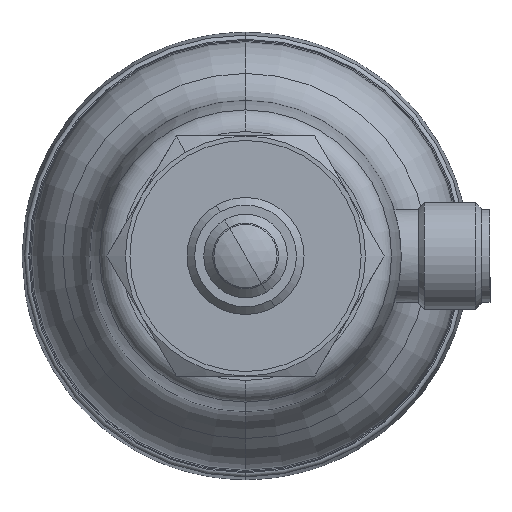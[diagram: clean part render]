
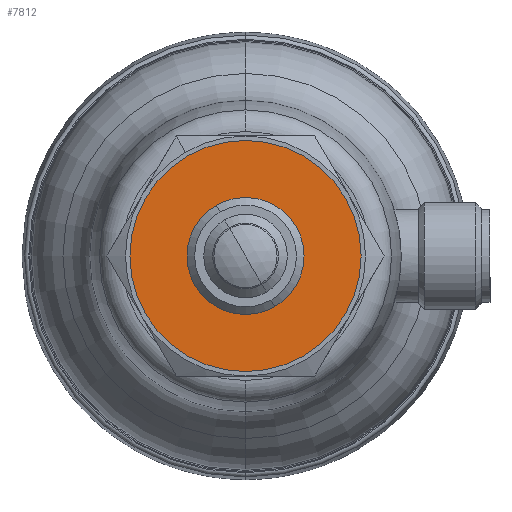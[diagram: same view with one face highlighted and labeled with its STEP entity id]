
A CAD part, left-side view. The second image highlights one B-rep face of the part: STEP entity #7812.
In plain terms, the highlighted planar face has unit normal (-1, 0, 0).
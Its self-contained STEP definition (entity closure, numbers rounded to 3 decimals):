
#725 = CARTESIAN_POINT ( 'NONE',  ( -69., -3.291, -5.7 ) ) ;
#1071 = EDGE_LOOP ( 'NONE', ( #9313, #4981 ) ) ;
#1310 = AXIS2_PLACEMENT_3D ( 'NONE', #7562, #1873, #12050 ) ;
#1356 = VERTEX_POINT ( 'NONE', #6075 ) ;
#1388 = VERTEX_POINT ( 'NONE', #725 ) ;
#1494 = FACE_BOUND ( 'NONE', #7780, .T. ) ;
#1873 = DIRECTION ( 'NONE',  ( 1., 0., 0. ) ) ;
#1945 = VERTEX_POINT ( 'NONE', #10028 ) ;
#1975 = DIRECTION ( 'NONE',  ( 1., 0., 0. ) ) ;
#2098 = DIRECTION ( 'NONE',  ( 1., 0., 0. ) ) ;
#2926 = CARTESIAN_POINT ( 'NONE',  ( -69., 0., 0. ) ) ;
#3411 = CIRCLE ( 'NONE', #11664, 6.581 ) ;
#4110 = EDGE_CURVE ( 'Defeature ausgef�hrt1_18+Defeature ausgef�hrt1_19+Defeature ausgef�hrt1_19+Defeature ausgef�hrt1_19', #14191, #1945, #10393, .T. ) ;
#4120 = AXIS2_PLACEMENT_3D ( 'NONE', #14141, #5153, #11939 ) ;
#4317 = ORIENTED_EDGE ( 'NONE', *, *, #6662, .T. ) ;
#4602 = AXIS2_PLACEMENT_3D ( 'NONE', #12487, #7043, #9187 ) ;
#4890 = PLANE ( 'NONE',  #4602 ) ;
#4981 = ORIENTED_EDGE ( 'NONE', *, *, #4110, .F. ) ;
#5153 = DIRECTION ( 'NONE',  ( 1., 0., 0. ) ) ;
#5313 = EDGE_CURVE ( 'Defeature ausgef�hrt1_18+Defeature ausgef�hrt1_19+Defeature ausgef�hrt1_19+Defeature ausgef�hrt1_19', #1945, #14191, #11417, .T. ) ;
#5486 = DIRECTION ( 'NONE',  ( 0., 0.5, 0.866 ) ) ;
#6075 = CARTESIAN_POINT ( 'NONE',  ( -69., 3.291, 5.7 ) ) ;
#6662 = EDGE_CURVE ( 'Defeature ausgef�hrt1_19+Defeature ausgef�hrt1_20+Defeature ausgef�hrt1_20+Defeature ausgef�hrt1_20', #1388, #1356, #3411, .T. ) ;
#6889 = FACE_OUTER_BOUND ( 'NONE', #1071, .T. ) ;
#7043 = DIRECTION ( 'NONE',  ( -1., 0., 0. ) ) ;
#7562 = CARTESIAN_POINT ( 'NONE',  ( -69., 0., 0. ) ) ;
#7780 = EDGE_LOOP ( 'NONE', ( #10653, #4317 ) ) ;
#7812 = ADVANCED_FACE ( 'Defeature ausgef�hrt1_19', ( #6889, #1494 ), #4890, .T. ) ;
#8759 = AXIS2_PLACEMENT_3D ( 'NONE', #10949, #2098, #5486 ) ;
#9048 = EDGE_CURVE ( 'Defeature ausgef�hrt1_19+Defeature ausgef�hrt1_20+Defeature ausgef�hrt1_20+Defeature ausgef�hrt1_20', #1356, #1388, #9572, .T. ) ;
#9187 = DIRECTION ( 'NONE',  ( 0., -0.5, -0.866 ) ) ;
#9313 = ORIENTED_EDGE ( 'NONE', *, *, #5313, .F. ) ;
#9572 = CIRCLE ( 'NONE', #1310, 6.581 ) ;
#10028 = CARTESIAN_POINT ( 'NONE',  ( -69., 6.5, 11.258 ) ) ;
#10393 = CIRCLE ( 'NONE', #8759, 13. ) ;
#10653 = ORIENTED_EDGE ( 'NONE', *, *, #9048, .T. ) ;
#10949 = CARTESIAN_POINT ( 'NONE',  ( -69., 0., 0. ) ) ;
#10973 = DIRECTION ( 'NONE',  ( 0., -1., 0. ) ) ;
#11417 = CIRCLE ( 'NONE', #4120, 13. ) ;
#11664 = AXIS2_PLACEMENT_3D ( 'NONE', #2926, #1975, #10973 ) ;
#11761 = CARTESIAN_POINT ( 'NONE',  ( -69., -6.5, -11.258 ) ) ;
#11939 = DIRECTION ( 'NONE',  ( 0., 0.5, 0.866 ) ) ;
#12050 = DIRECTION ( 'NONE',  ( 0., -1., 0. ) ) ;
#12487 = CARTESIAN_POINT ( 'NONE',  ( -69., 6.5, 11.258 ) ) ;
#14141 = CARTESIAN_POINT ( 'NONE',  ( -69., 0., 0. ) ) ;
#14191 = VERTEX_POINT ( 'NONE', #11761 ) ;
